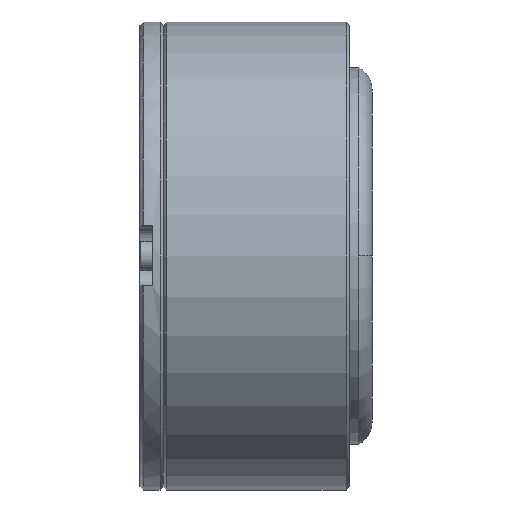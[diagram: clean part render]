
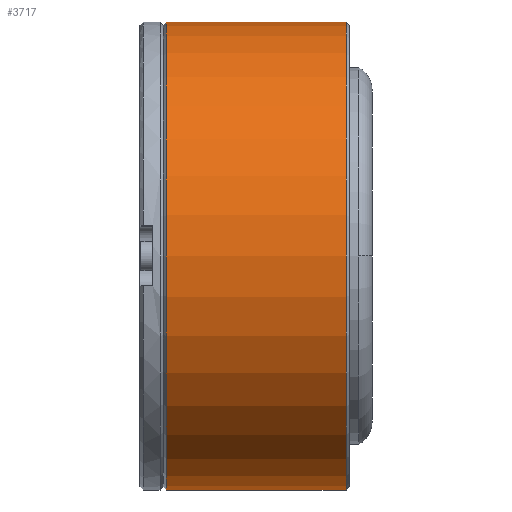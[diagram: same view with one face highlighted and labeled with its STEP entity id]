
A CAD part, front view. The second image highlights one B-rep face of the part: STEP entity #3717.
In plain terms, the highlighted cylindrical face has radius 56.35 mm (diameter 112.7 mm), a partial arc.
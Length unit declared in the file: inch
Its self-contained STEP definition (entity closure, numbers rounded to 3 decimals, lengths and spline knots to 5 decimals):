
#6 = CARTESIAN_POINT ( 'NONE',  ( 0.25, 0., -2.2185 ) ) ;
#197 = DIRECTION ( 'NONE',  ( 1., 0., 0. ) ) ;
#412 = CARTESIAN_POINT ( 'NONE',  ( 0.25, 0., 2.2185 ) ) ;
#677 = VECTOR ( 'NONE', #197, 39.37008 ) ;
#906 = AXIS2_PLACEMENT_3D ( 'NONE', #6642, #10004, #4593 ) ;
#1140 = EDGE_CURVE ( 'NONE', #6336, #11306, #11324, .T. ) ;
#1844 = CARTESIAN_POINT ( 'NONE',  ( 1.954, 0., -2.2185 ) ) ;
#2311 = CARTESIAN_POINT ( 'NONE',  ( 1.984, 0., -2.2185 ) ) ;
#3343 = ORIENTED_EDGE ( 'NONE', *, *, #4629, .T. ) ;
#3714 = FACE_OUTER_BOUND ( 'NONE', #8709, .T. ) ;
#3717 = ADVANCED_FACE ( 'NONE', ( #3714 ), #7791, .T. ) ;
#4008 = CIRCLE ( 'NONE', #8604, 2.2185 ) ;
#4138 = CARTESIAN_POINT ( 'NONE',  ( 1.954, 0., 0. ) ) ;
#4282 = ORIENTED_EDGE ( 'NONE', *, *, #10674, .F. ) ;
#4444 = EDGE_CURVE ( 'NONE', #11416, #4577, #4008, .T. ) ;
#4562 = AXIS2_PLACEMENT_3D ( 'NONE', #4138, #8708, #10634 ) ;
#4577 = VERTEX_POINT ( 'NONE', #6 ) ;
#4593 = DIRECTION ( 'NONE',  ( 0., 0., 1. ) ) ;
#4603 = CARTESIAN_POINT ( 'NONE',  ( 1.954, 0., 2.2185 ) ) ;
#4629 = EDGE_CURVE ( 'NONE', #4577, #6336, #13691, .T. ) ;
#5124 = CARTESIAN_POINT ( 'NONE',  ( 0.25, 0., 0. ) ) ;
#6205 = DIRECTION ( 'NONE',  ( 0., 0., 1. ) ) ;
#6336 = VERTEX_POINT ( 'NONE', #1844 ) ;
#6642 = CARTESIAN_POINT ( 'NONE',  ( 1.984, 0., 0. ) ) ;
#7791 = CYLINDRICAL_SURFACE ( 'NONE', #906, 2.2185 ) ;
#7821 = VECTOR ( 'NONE', #13301, 39.37008 ) ;
#7965 = ORIENTED_EDGE ( 'NONE', *, *, #4444, .T. ) ;
#8604 = AXIS2_PLACEMENT_3D ( 'NONE', #5124, #12794, #6205 ) ;
#8708 = DIRECTION ( 'NONE',  ( -1., 0., 0. ) ) ;
#8709 = EDGE_LOOP ( 'NONE', ( #7965, #3343, #9873, #4282 ) ) ;
#9412 = LINE ( 'NONE', #12198, #677 ) ;
#9873 = ORIENTED_EDGE ( 'NONE', *, *, #1140, .T. ) ;
#10004 = DIRECTION ( 'NONE',  ( 1., 0., 0. ) ) ;
#10634 = DIRECTION ( 'NONE',  ( 0., 0., -1. ) ) ;
#10674 = EDGE_CURVE ( 'NONE', #11416, #11306, #9412, .T. ) ;
#11306 = VERTEX_POINT ( 'NONE', #4603 ) ;
#11324 = CIRCLE ( 'NONE', #4562, 2.2185 ) ;
#11416 = VERTEX_POINT ( 'NONE', #412 ) ;
#12198 = CARTESIAN_POINT ( 'NONE',  ( 1.984, 0., 2.2185 ) ) ;
#12794 = DIRECTION ( 'NONE',  ( 1., 0., 0. ) ) ;
#13301 = DIRECTION ( 'NONE',  ( 1., 0., 0. ) ) ;
#13691 = LINE ( 'NONE', #2311, #7821 ) ;
